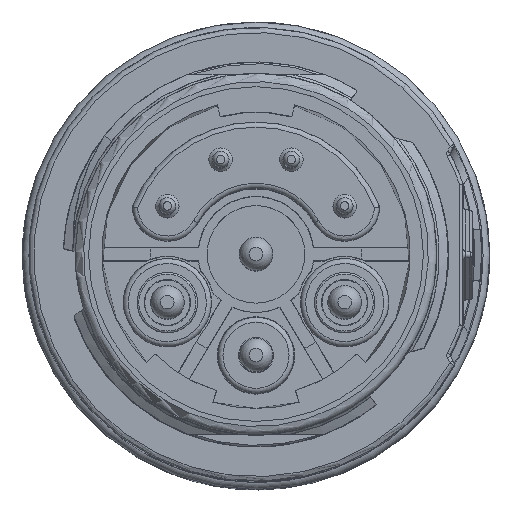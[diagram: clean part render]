
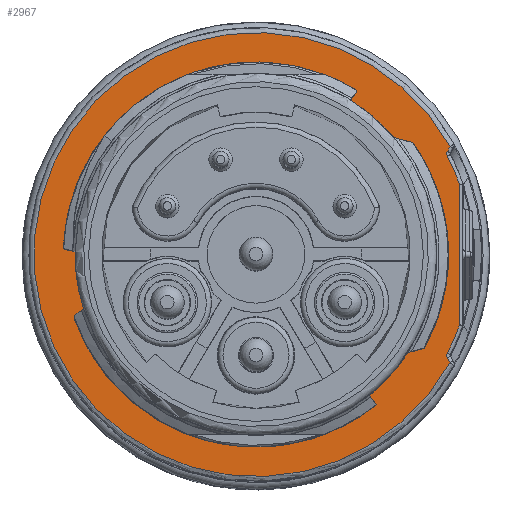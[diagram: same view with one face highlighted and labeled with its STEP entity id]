
A CAD part, top view. The second image highlights one B-rep face of the part: STEP entity #2967.
In plain terms, the highlighted planar face has unit normal (0, 0, 1).
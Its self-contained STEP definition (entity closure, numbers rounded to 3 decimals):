
#345=PLANE('',#10807);
#661=LINE('',#18738,#991);
#662=LINE('',#18758,#992);
#663=LINE('',#18762,#993);
#664=LINE('',#18770,#994);
#665=LINE('',#18774,#995);
#666=LINE('',#18783,#996);
#667=LINE('',#18784,#997);
#991=VECTOR('',#12323,1.);
#992=VECTOR('',#12342,1.);
#993=VECTOR('',#12345,1.);
#994=VECTOR('',#12352,1.);
#995=VECTOR('',#12355,1.);
#996=VECTOR('',#12364,1.);
#997=VECTOR('',#12365,1.);
#2967=ADVANCED_FACE('',(#3496,#3497),#345,.T.);
#3496=FACE_BOUND('',#4024,.T.);
#3497=FACE_BOUND('',#4025,.T.);
#4024=EDGE_LOOP('',(#6388,#6389,#6390,#6391,#6392,#6393,#6394,#6395,#6396,
#6397,#6398,#6399));
#4025=EDGE_LOOP('',(#6400,#6401,#6402,#6403,#6404,#6405,#6406,#6407));
#6388=ORIENTED_EDGE('',*,*,#9552,.T.);
#6389=ORIENTED_EDGE('',*,*,#9553,.T.);
#6390=ORIENTED_EDGE('',*,*,#9554,.T.);
#6391=ORIENTED_EDGE('',*,*,#9555,.T.);
#6392=ORIENTED_EDGE('',*,*,#9556,.T.);
#6393=ORIENTED_EDGE('',*,*,#9557,.T.);
#6394=ORIENTED_EDGE('',*,*,#9558,.T.);
#6395=ORIENTED_EDGE('',*,*,#9559,.T.);
#6396=ORIENTED_EDGE('',*,*,#9560,.T.);
#6397=ORIENTED_EDGE('',*,*,#9561,.T.);
#6398=ORIENTED_EDGE('',*,*,#9562,.F.);
#6399=ORIENTED_EDGE('',*,*,#9563,.T.);
#6400=ORIENTED_EDGE('',*,*,#9545,.T.);
#6401=ORIENTED_EDGE('',*,*,#9564,.T.);
#6402=ORIENTED_EDGE('',*,*,#9565,.T.);
#6403=ORIENTED_EDGE('',*,*,#9566,.T.);
#6404=ORIENTED_EDGE('',*,*,#9430,.T.);
#6405=ORIENTED_EDGE('',*,*,#9567,.T.);
#6406=ORIENTED_EDGE('',*,*,#9551,.T.);
#6407=ORIENTED_EDGE('',*,*,#9547,.T.);
#8086=VERTEX_POINT('',#17966);
#8087=VERTEX_POINT('',#17988);
#8169=VERTEX_POINT('',#18737);
#8170=VERTEX_POINT('',#18739);
#8171=VERTEX_POINT('',#18746);
#8172=VERTEX_POINT('',#18750);
#8174=VERTEX_POINT('',#18756);
#8175=VERTEX_POINT('',#18757);
#8176=VERTEX_POINT('',#18759);
#8177=VERTEX_POINT('',#18761);
#8178=VERTEX_POINT('',#18763);
#8179=VERTEX_POINT('',#18765);
#8180=VERTEX_POINT('',#18767);
#8181=VERTEX_POINT('',#18769);
#8182=VERTEX_POINT('',#18771);
#8183=VERTEX_POINT('',#18773);
#8184=VERTEX_POINT('',#18775);
#8185=VERTEX_POINT('',#18777);
#8186=VERTEX_POINT('',#18780);
#8187=VERTEX_POINT('',#18782);
#9430=EDGE_CURVE('',#8087,#8086,#10166,.T.);
#9545=EDGE_CURVE('',#8170,#8169,#661,.T.);
#9547=EDGE_CURVE('',#8171,#8170,#10190,.T.);
#9551=EDGE_CURVE('',#8172,#8171,#10194,.T.);
#9552=EDGE_CURVE('',#8174,#8175,#10195,.T.);
#9553=EDGE_CURVE('',#8175,#8176,#662,.T.);
#9554=EDGE_CURVE('',#8176,#8177,#10196,.T.);
#9555=EDGE_CURVE('',#8177,#8178,#663,.T.);
#9556=EDGE_CURVE('',#8178,#8179,#10197,.T.);
#9557=EDGE_CURVE('',#8179,#8180,#10198,.T.);
#9558=EDGE_CURVE('',#8180,#8181,#10199,.T.);
#9559=EDGE_CURVE('',#8181,#8182,#664,.T.);
#9560=EDGE_CURVE('',#8182,#8183,#10200,.T.);
#9561=EDGE_CURVE('',#8183,#8184,#665,.T.);
#9562=EDGE_CURVE('',#8185,#8184,#10201,.T.);
#9563=EDGE_CURVE('',#8185,#8174,#10202,.T.);
#9564=EDGE_CURVE('',#8169,#8186,#10203,.T.);
#9565=EDGE_CURVE('',#8186,#8187,#10204,.T.);
#9566=EDGE_CURVE('',#8187,#8087,#666,.T.);
#9567=EDGE_CURVE('',#8086,#8172,#667,.T.);
#10166=CIRCLE('',#10736,13.2);
#10190=CIRCLE('',#10790,12.8);
#10194=CIRCLE('',#10795,0.3);
#10195=CIRCLE('',#10797,0.2);
#10196=CIRCLE('',#10798,10.75);
#10197=CIRCLE('',#10799,0.2);
#10198=CIRCLE('',#10800,11.45);
#10199=CIRCLE('',#10801,0.2);
#10200=CIRCLE('',#10802,10.75);
#10201=CIRCLE('',#10803,0.1);
#10202=CIRCLE('',#10804,11.45);
#10203=CIRCLE('',#10805,12.8);
#10204=CIRCLE('',#10806,0.3);
#10736=AXIS2_PLACEMENT_3D('',#17987,#12175,#12176);
#10790=AXIS2_PLACEMENT_3D('',#18745,#12326,#12327);
#10795=AXIS2_PLACEMENT_3D('',#18753,#12336,#12337);
#10797=AXIS2_PLACEMENT_3D('',#18755,#12340,#12341);
#10798=AXIS2_PLACEMENT_3D('',#18760,#12343,#12344);
#10799=AXIS2_PLACEMENT_3D('',#18764,#12346,#12347);
#10800=AXIS2_PLACEMENT_3D('',#18766,#12348,#12349);
#10801=AXIS2_PLACEMENT_3D('',#18768,#12350,#12351);
#10802=AXIS2_PLACEMENT_3D('',#18772,#12353,#12354);
#10803=AXIS2_PLACEMENT_3D('',#18776,#12356,#12357);
#10804=AXIS2_PLACEMENT_3D('',#18778,#12358,#12359);
#10805=AXIS2_PLACEMENT_3D('',#18779,#12360,#12361);
#10806=AXIS2_PLACEMENT_3D('',#18781,#12362,#12363);
#10807=AXIS2_PLACEMENT_3D('',#18785,#12366,#12367);
#12175=DIRECTION('',(0.,0.,1.));
#12176=DIRECTION('',(0.874,0.486,0.));
#12323=DIRECTION('',(0.,1.,0.));
#12326=DIRECTION('',(0.,0.,1.));
#12327=DIRECTION('',(0.889,-0.458,0.));
#12336=DIRECTION('',(0.,0.,-1.));
#12337=DIRECTION('',(-0.866,-0.5,0.));
#12340=DIRECTION('',(0.,0.,-1.));
#12341=DIRECTION('',(0.51,0.86,0.));
#12342=DIRECTION('',(-0.609,-0.793,0.));
#12343=DIRECTION('',(0.,0.,-1.));
#12344=DIRECTION('',(0.522,0.853,0.));
#12345=DIRECTION('',(-0.985,0.174,0.));
#12346=DIRECTION('',(0.,0.,-1.));
#12347=DIRECTION('',(-0.174,-0.985,0.));
#12348=DIRECTION('',(0.,0.,-1.));
#12349=DIRECTION('',(-0.65,-0.76,0.));
#12350=DIRECTION('',(0.,0.,-1.));
#12351=DIRECTION('',(-0.942,-0.335,0.));
#12352=DIRECTION('',(0.766,0.643,0.));
#12353=DIRECTION('',(0.,0.,-1.));
#12354=DIRECTION('',(-0.954,-0.299,0.));
#12355=DIRECTION('',(-0.093,0.996,0.));
#12356=DIRECTION('',(0.,0.,1.));
#12357=DIRECTION('',(-0.085,0.996,0.));
#12358=DIRECTION('',(0.,0.,-1.));
#12359=DIRECTION('',(-0.085,0.996,0.));
#12360=DIRECTION('',(0.,0.,1.));
#12361=DIRECTION('',(0.945,0.326,0.));
#12362=DIRECTION('',(0.,0.,-1.));
#12363=DIRECTION('',(-0.889,-0.458,0.));
#12364=DIRECTION('',(0.5,0.866,0.));
#12365=DIRECTION('',(-0.5,0.866,0.));
#12366=DIRECTION('',(0.,0.,1.));
#12367=DIRECTION('',(1.,0.,0.));
#17966=CARTESIAN_POINT('',(11.539,-6.411,32.799));
#17987=CARTESIAN_POINT('',(0.,0.,32.8));
#17988=CARTESIAN_POINT('',(11.539,6.411,32.8));
#18737=CARTESIAN_POINT('',(12.1,4.175,32.8));
#18738=CARTESIAN_POINT('',(12.1,-4.175,32.8));
#18739=CARTESIAN_POINT('',(12.1,-4.175,32.8));
#18745=CARTESIAN_POINT('',(0.,0.,32.8));
#18746=CARTESIAN_POINT('',(11.38,-5.86,32.8));
#18750=CARTESIAN_POINT('',(11.387,-6.147,32.8));
#18753=CARTESIAN_POINT('',(11.647,-5.997,32.8));
#18755=CARTESIAN_POINT('',(5.742,9.674,32.8));
#18756=CARTESIAN_POINT('',(5.844,9.846,32.8));
#18757=CARTESIAN_POINT('',(5.901,9.553,32.8));
#18758=CARTESIAN_POINT('',(5.901,9.553,32.8));
#18759=CARTESIAN_POINT('',(5.608,9.171,32.8));
#18760=CARTESIAN_POINT('',(0.,0.,32.8));
#18761=CARTESIAN_POINT('',(-5.868,-9.007,32.8));
#18762=CARTESIAN_POINT('',(-5.868,-9.007,32.8));
#18763=CARTESIAN_POINT('',(-7.347,-8.746,32.8));
#18764=CARTESIAN_POINT('',(-7.313,-8.549,32.8));
#18765=CARTESIAN_POINT('',(-7.443,-8.701,32.8));
#18766=CARTESIAN_POINT('',(0.,0.,32.8));
#18767=CARTESIAN_POINT('',(-10.789,-3.833,32.8));
#18768=CARTESIAN_POINT('',(-10.601,-3.767,32.8));
#18769=CARTESIAN_POINT('',(-10.729,-3.613,32.8));
#18770=CARTESIAN_POINT('',(-10.729,-3.613,32.8));
#18771=CARTESIAN_POINT('',(-10.257,-3.217,32.8));
#18772=CARTESIAN_POINT('',(0.,0.,32.8));
#18773=CARTESIAN_POINT('',(-1.004,10.703,32.8));
#18774=CARTESIAN_POINT('',(-1.004,10.703,32.8));
#18775=CARTESIAN_POINT('',(-1.06,11.3,32.8));
#18776=CARTESIAN_POINT('',(-0.96,11.309,32.8));
#18777=CARTESIAN_POINT('',(-0.968,11.409,32.8));
#18778=CARTESIAN_POINT('',(0.,0.,32.8));
#18779=CARTESIAN_POINT('',(0.,0.,32.8));
#18780=CARTESIAN_POINT('',(11.38,5.86,32.8));
#18781=CARTESIAN_POINT('',(11.647,5.997,32.8));
#18782=CARTESIAN_POINT('',(11.387,6.147,32.8));
#18783=CARTESIAN_POINT('',(11.387,6.147,32.8));
#18784=CARTESIAN_POINT('',(11.539,-6.411,32.8));
#18785=CARTESIAN_POINT('',(0.,0.,32.8));
